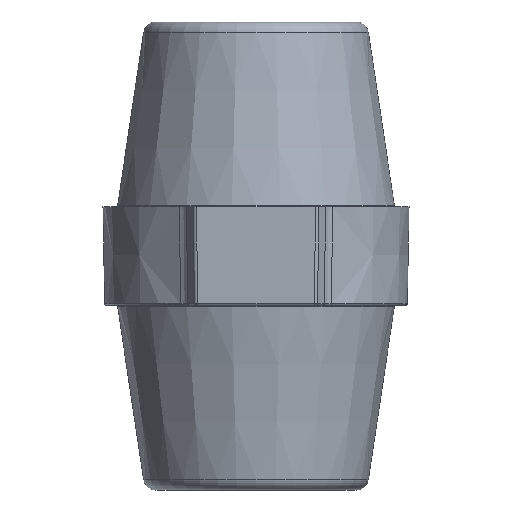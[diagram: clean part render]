
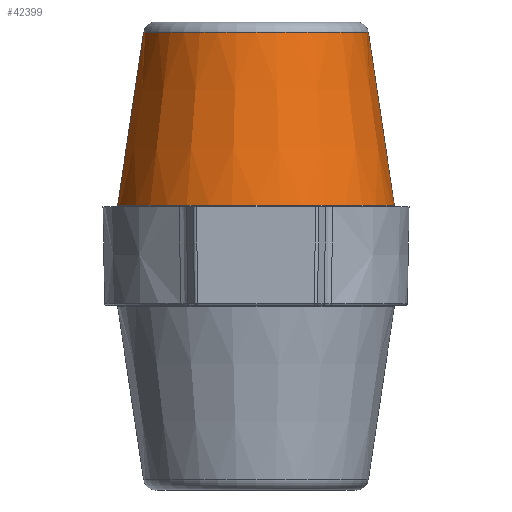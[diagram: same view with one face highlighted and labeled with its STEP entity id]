
A CAD part, front view. The second image highlights one B-rep face of the part: STEP entity #42399.
In plain terms, the highlighted conical face has half-angle 8.531 degrees and reference radius 20.359 mm.
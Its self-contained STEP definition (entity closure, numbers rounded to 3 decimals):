
#5235 = VERTEX_POINT ( 'NONE', #12895 ) ;
#5254 = CARTESIAN_POINT ( 'NONE',  ( -22.462, 0., 16.255 ) ) ;
#8673 = ORIENTED_EDGE ( 'NONE', *, *, #55316, .F. ) ;
#8674 = AXIS2_PLACEMENT_3D ( 'NONE', #48934, #50238, #20490 ) ;
#12102 = VECTOR ( 'NONE', #58961, 1000. ) ;
#12895 = CARTESIAN_POINT ( 'NONE',  ( 22.462, 0., 16.255 ) ) ;
#12928 = AXIS2_PLACEMENT_3D ( 'NONE', #42960, #62896, #18078 ) ;
#14035 = VERTEX_POINT ( 'NONE', #50541 ) ;
#18078 = DIRECTION ( 'NONE',  ( -1., 0., 0. ) ) ;
#18199 = CIRCLE ( 'NONE', #8674, 22.462 ) ;
#18493 = VERTEX_POINT ( 'NONE', #18655 ) ;
#18655 = CARTESIAN_POINT ( 'NONE',  ( -18.255, 0., 44.297 ) ) ;
#18805 = DIRECTION ( 'NONE',  ( 1., 0., 0. ) ) ;
#19307 = DIRECTION ( 'NONE',  ( -0.148, 0., 0.989 ) ) ;
#19471 = CONICAL_SURFACE ( 'NONE', #64386, 20.359, 0.149 ) ;
#19616 = LINE ( 'NONE', #39603, #50797 ) ;
#20490 = DIRECTION ( 'NONE',  ( 1., 0., 0. ) ) ;
#24047 = DIRECTION ( 'NONE',  ( 0., 0., -1. ) ) ;
#25364 = ORIENTED_EDGE ( 'NONE', *, *, #52382, .F. ) ;
#28266 = LINE ( 'NONE', #63243, #12102 ) ;
#28978 = CARTESIAN_POINT ( 'NONE',  ( 0., 0., 30.276 ) ) ;
#34826 = EDGE_LOOP ( 'NONE', ( #39124, #25364, #8673, #59306 ) ) ;
#39124 = ORIENTED_EDGE ( 'NONE', *, *, #55960, .T. ) ;
#39603 = CARTESIAN_POINT ( 'NONE',  ( 22.462, 0., 16.255 ) ) ;
#42399 = ADVANCED_FACE ( 'NONE', ( #52553 ), #19471, .T. ) ;
#42960 = CARTESIAN_POINT ( 'NONE',  ( 0., 0., 44.297 ) ) ;
#48934 = CARTESIAN_POINT ( 'NONE',  ( 0., 0., 16.255 ) ) ;
#50238 = DIRECTION ( 'NONE',  ( 0., 0., -1. ) ) ;
#50541 = CARTESIAN_POINT ( 'NONE',  ( 18.255, 0., 44.297 ) ) ;
#50797 = VECTOR ( 'NONE', #19307, 1000. ) ;
#51703 = EDGE_CURVE ( 'NONE', #5235, #53628, #18199, .T. ) ;
#52382 = EDGE_CURVE ( 'NONE', #18493, #14035, #56817, .T. ) ;
#52553 = FACE_OUTER_BOUND ( 'NONE', #34826, .T. ) ;
#53628 = VERTEX_POINT ( 'NONE', #5254 ) ;
#55316 = EDGE_CURVE ( 'NONE', #53628, #18493, #28266, .T. ) ;
#55960 = EDGE_CURVE ( 'NONE', #5235, #14035, #19616, .T. ) ;
#56817 = CIRCLE ( 'NONE', #12928, 18.255 ) ;
#58961 = DIRECTION ( 'NONE',  ( 0.148, 0., 0.989 ) ) ;
#59306 = ORIENTED_EDGE ( 'NONE', *, *, #51703, .F. ) ;
#62896 = DIRECTION ( 'NONE',  ( 0., 0., 1. ) ) ;
#63243 = CARTESIAN_POINT ( 'NONE',  ( -22.462, 0., 16.255 ) ) ;
#64386 = AXIS2_PLACEMENT_3D ( 'NONE', #28978, #24047, #18805 ) ;
